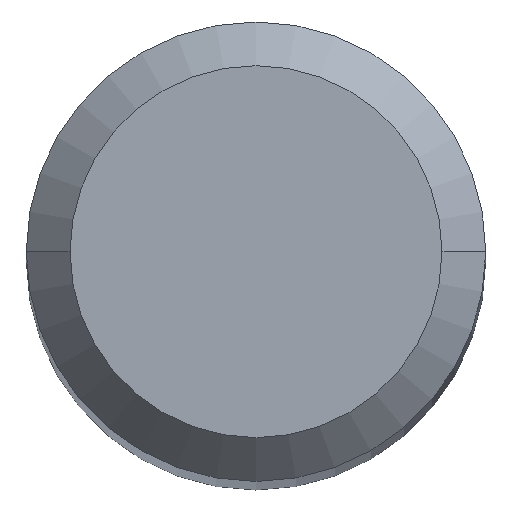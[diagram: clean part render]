
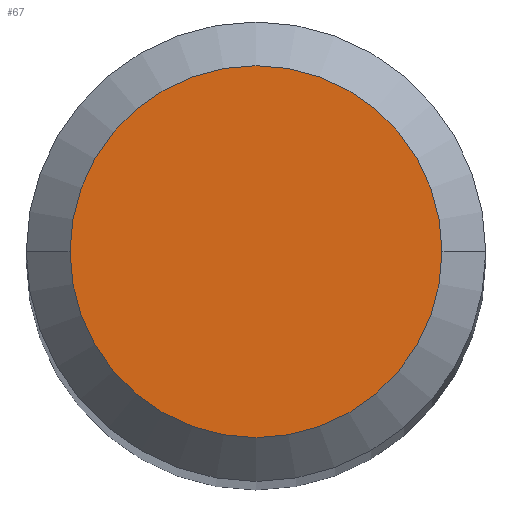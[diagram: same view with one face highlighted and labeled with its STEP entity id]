
A CAD part, top view. The second image highlights one B-rep face of the part: STEP entity #67.
In plain terms, the highlighted planar face has unit normal (0, 0, 1).
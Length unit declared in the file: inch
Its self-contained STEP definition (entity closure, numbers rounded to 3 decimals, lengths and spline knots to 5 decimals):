
#9 = AXIS2_PLACEMENT_3D ( 'NONE', #306, #205, #17 ) ;
#17 = DIRECTION ( 'NONE',  ( -1., 0., 0. ) ) ;
#46 = AXIS2_PLACEMENT_3D ( 'NONE', #249, #95, #368 ) ;
#47 = CARTESIAN_POINT ( 'NONE',  ( -0.06375, 0., 0. ) ) ;
#59 = FACE_OUTER_BOUND ( 'NONE', #464, .T. ) ;
#67 = ADVANCED_FACE ( 'NONE', ( #59 ), #137, .F. ) ;
#95 = DIRECTION ( 'NONE',  ( 0., 0., 1. ) ) ;
#137 = PLANE ( 'NONE',  #9 ) ;
#150 = ORIENTED_EDGE ( 'NONE', *, *, #458, .T. ) ;
#162 = ORIENTED_EDGE ( 'NONE', *, *, #302, .T. ) ;
#195 = CARTESIAN_POINT ( 'NONE',  ( 0., 0., 0. ) ) ;
#205 = DIRECTION ( 'NONE',  ( 0., 0., -1. ) ) ;
#213 = CARTESIAN_POINT ( 'NONE',  ( 0.06375, 0., 0. ) ) ;
#233 = DIRECTION ( 'NONE',  ( 0., 0., 1. ) ) ;
#238 = CIRCLE ( 'NONE', #46, 0.06375 ) ;
#249 = CARTESIAN_POINT ( 'NONE',  ( 0., 0., 0. ) ) ;
#255 = VERTEX_POINT ( 'NONE', #213 ) ;
#300 = DIRECTION ( 'NONE',  ( 1., 0., 0. ) ) ;
#302 = EDGE_CURVE ( 'NONE', #255, #404, #238, .T. ) ;
#306 = CARTESIAN_POINT ( 'NONE',  ( 0., 0.06375, 0. ) ) ;
#368 = DIRECTION ( 'NONE',  ( 1., 0., 0. ) ) ;
#387 = CIRCLE ( 'NONE', #443, 0.06375 ) ;
#404 = VERTEX_POINT ( 'NONE', #47 ) ;
#443 = AXIS2_PLACEMENT_3D ( 'NONE', #195, #233, #300 ) ;
#458 = EDGE_CURVE ( 'NONE', #404, #255, #387, .T. ) ;
#464 = EDGE_LOOP ( 'NONE', ( #150, #162 ) ) ;
